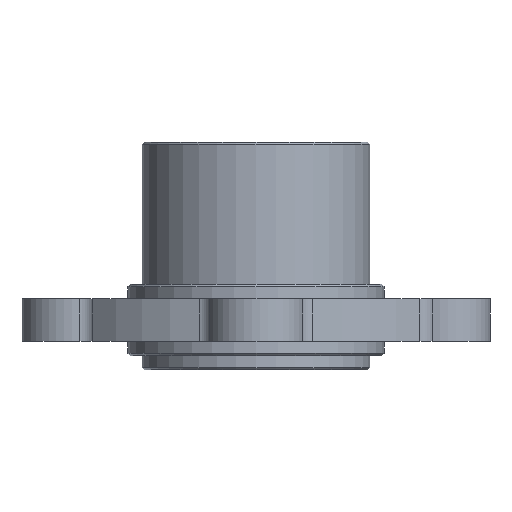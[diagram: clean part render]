
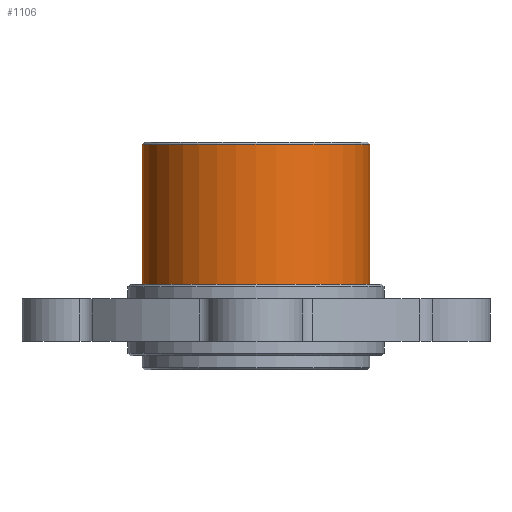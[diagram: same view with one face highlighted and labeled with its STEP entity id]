
A CAD part, left-side view. The second image highlights one B-rep face of the part: STEP entity #1106.
In plain terms, the highlighted cylindrical face has radius 12.7 mm (diameter 25.4 mm), a full revolution.
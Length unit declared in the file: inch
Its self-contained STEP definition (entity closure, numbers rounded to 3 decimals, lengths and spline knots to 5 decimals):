
#22 = EDGE_CURVE ( 'NONE', #1156, #1156, #1331, .T. ) ;
#45 = DIRECTION ( 'NONE',  ( 1., 0., 0. ) ) ;
#308 = AXIS2_PLACEMENT_3D ( 'NONE', #1406, #397, #45 ) ;
#366 = EDGE_LOOP ( 'NONE', ( #486 ) ) ;
#369 = EDGE_LOOP ( 'NONE', ( #485 ) ) ;
#371 = AXIS2_PLACEMENT_3D ( 'NONE', #1360, #1369, #1373 ) ;
#397 = DIRECTION ( 'NONE',  ( 0., 0., -1. ) ) ;
#485 = ORIENTED_EDGE ( 'NONE', *, *, #22, .T. ) ;
#486 = ORIENTED_EDGE ( 'NONE', *, *, #1103, .T. ) ;
#510 = VERTEX_POINT ( 'NONE', #1490 ) ;
#994 = AXIS2_PLACEMENT_3D ( 'NONE', #1338, #1340, #1342 ) ;
#1103 = EDGE_CURVE ( 'NONE', #510, #510, #1376, .T. ) ;
#1106 = ADVANCED_FACE ( 'NONE', ( #1345, #1356 ), #1358, .T. ) ;
#1156 = VERTEX_POINT ( 'NONE', #1165 ) ;
#1165 = CARTESIAN_POINT ( 'NONE',  ( 1.6525, 1.0269, 0.6775 ) ) ;
#1331 = CIRCLE ( 'NONE', #308, 0.5 ) ;
#1338 = CARTESIAN_POINT ( 'NONE',  ( 1.1525, 1.0269, 0.0625 ) ) ;
#1340 = DIRECTION ( 'NONE',  ( 0., 0., 1. ) ) ;
#1342 = DIRECTION ( 'NONE',  ( 1., 0., 0. ) ) ;
#1345 = FACE_OUTER_BOUND ( 'NONE', #369, .T. ) ;
#1356 = FACE_OUTER_BOUND ( 'NONE', #366, .T. ) ;
#1358 = CYLINDRICAL_SURFACE ( 'NONE', #371, 0.5 ) ;
#1360 = CARTESIAN_POINT ( 'NONE',  ( 1.1525, 1.0269, -1.35171 ) ) ;
#1369 = DIRECTION ( 'NONE',  ( 0., 0., 1. ) ) ;
#1373 = DIRECTION ( 'NONE',  ( 1., 0., 0. ) ) ;
#1376 = CIRCLE ( 'NONE', #994, 0.5 ) ;
#1406 = CARTESIAN_POINT ( 'NONE',  ( 1.1525, 1.0269, 0.6775 ) ) ;
#1490 = CARTESIAN_POINT ( 'NONE',  ( 1.6525, 1.0269, 0.0625 ) ) ;
